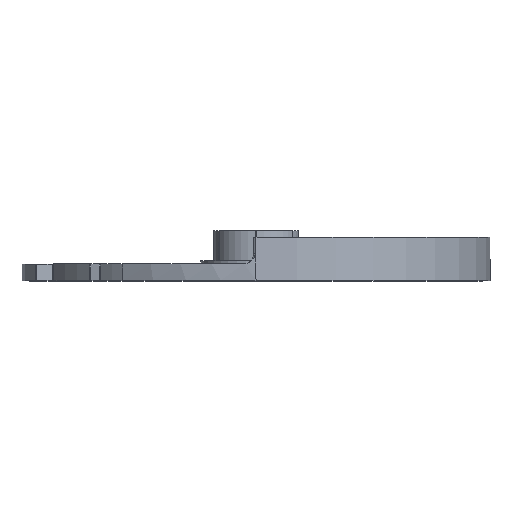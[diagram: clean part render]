
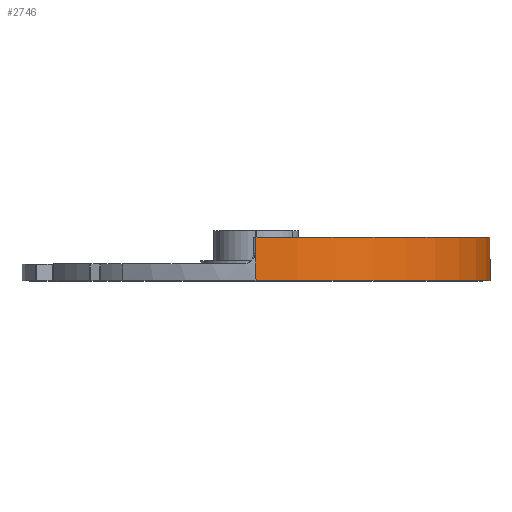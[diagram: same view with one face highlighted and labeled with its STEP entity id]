
A CAD part, top view. The second image highlights one B-rep face of the part: STEP entity #2746.
In plain terms, the highlighted cylindrical face has radius 70 mm (diameter 140 mm), a partial arc.
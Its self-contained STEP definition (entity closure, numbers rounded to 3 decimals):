
#126 = CARTESIAN_POINT ( 'NONE',  ( 0., 13., 70. ) ) ;
#137 = CARTESIAN_POINT ( 'NONE',  ( 0., 13., 70. ) ) ;
#164 = EDGE_CURVE ( 'NONE', #3638, #4041, #863, .T. ) ;
#195 = CARTESIAN_POINT ( 'NONE',  ( 0., 5., 0. ) ) ;
#233 = DIRECTION ( 'NONE',  ( 0., -1., 0. ) ) ;
#234 = EDGE_CURVE ( 'NONE', #2407, #1948, #1339, .T. ) ;
#364 = CARTESIAN_POINT ( 'NONE',  ( 0., 0., -70. ) ) ;
#407 = ORIENTED_EDGE ( 'NONE', *, *, #164, .F. ) ;
#485 = FACE_OUTER_BOUND ( 'NONE', #888, .T. ) ;
#499 = CARTESIAN_POINT ( 'NONE',  ( 0., 13., -70. ) ) ;
#554 = CARTESIAN_POINT ( 'NONE',  ( 0., 13., -70. ) ) ;
#679 = AXIS2_PLACEMENT_3D ( 'NONE', #1757, #987, #2744 ) ;
#854 = DIRECTION ( 'NONE',  ( 0., 1., 0. ) ) ;
#863 = LINE ( 'NONE', #499, #4194 ) ;
#888 = EDGE_LOOP ( 'NONE', ( #2483, #4137, #1749, #2897, #407, #3081 ) ) ;
#958 = CIRCLE ( 'NONE', #679, 70. ) ;
#987 = DIRECTION ( 'NONE',  ( 0., 1., 0. ) ) ;
#1085 = AXIS2_PLACEMENT_3D ( 'NONE', #1551, #854, #2250 ) ;
#1339 = LINE ( 'NONE', #1575, #2342 ) ;
#1392 = CARTESIAN_POINT ( 'NONE',  ( 0., 5., -70. ) ) ;
#1441 = VERTEX_POINT ( 'NONE', #364 ) ;
#1542 = DIRECTION ( 'NONE',  ( 0., 0., -1. ) ) ;
#1551 = CARTESIAN_POINT ( 'NONE',  ( 0., 0., 0. ) ) ;
#1575 = CARTESIAN_POINT ( 'NONE',  ( 0., 5., 70. ) ) ;
#1590 = VECTOR ( 'NONE', #2641, 1000. ) ;
#1741 = EDGE_CURVE ( 'NONE', #2609, #2407, #4148, .T. ) ;
#1749 = ORIENTED_EDGE ( 'NONE', *, *, #3601, .T. ) ;
#1757 = CARTESIAN_POINT ( 'NONE',  ( 0., 13., 0. ) ) ;
#1760 = LINE ( 'NONE', #1392, #3055 ) ;
#1813 = AXIS2_PLACEMENT_3D ( 'NONE', #195, #3791, #1542 ) ;
#1837 = CARTESIAN_POINT ( 'NONE',  ( 0., 0., 70. ) ) ;
#1862 = CYLINDRICAL_SURFACE ( 'NONE', #1813, 70. ) ;
#1868 = CARTESIAN_POINT ( 'NONE',  ( 0., 8., -70. ) ) ;
#1948 = VERTEX_POINT ( 'NONE', #1837 ) ;
#2204 = CARTESIAN_POINT ( 'NONE',  ( 0., 8., 70. ) ) ;
#2250 = DIRECTION ( 'NONE',  ( 0., 0., 1. ) ) ;
#2342 = VECTOR ( 'NONE', #4273, 1000. ) ;
#2407 = VERTEX_POINT ( 'NONE', #2204 ) ;
#2473 = EDGE_CURVE ( 'NONE', #2609, #3638, #958, .T. ) ;
#2483 = ORIENTED_EDGE ( 'NONE', *, *, #1741, .T. ) ;
#2609 = VERTEX_POINT ( 'NONE', #126 ) ;
#2641 = DIRECTION ( 'NONE',  ( 0., -1., 0. ) ) ;
#2744 = DIRECTION ( 'NONE',  ( 0., 0., 1. ) ) ;
#2746 = ADVANCED_FACE ( 'NONE', ( #485 ), #1862, .T. ) ;
#2897 = ORIENTED_EDGE ( 'NONE', *, *, #3925, .F. ) ;
#2905 = CIRCLE ( 'NONE', #1085, 70. ) ;
#3055 = VECTOR ( 'NONE', #3795, 1000. ) ;
#3081 = ORIENTED_EDGE ( 'NONE', *, *, #2473, .F. ) ;
#3601 = EDGE_CURVE ( 'NONE', #1948, #1441, #2905, .T. ) ;
#3638 = VERTEX_POINT ( 'NONE', #554 ) ;
#3791 = DIRECTION ( 'NONE',  ( 0., -1., 0. ) ) ;
#3795 = DIRECTION ( 'NONE',  ( 0., -1., 0. ) ) ;
#3925 = EDGE_CURVE ( 'NONE', #4041, #1441, #1760, .T. ) ;
#4041 = VERTEX_POINT ( 'NONE', #1868 ) ;
#4137 = ORIENTED_EDGE ( 'NONE', *, *, #234, .T. ) ;
#4148 = LINE ( 'NONE', #137, #1590 ) ;
#4194 = VECTOR ( 'NONE', #233, 1000. ) ;
#4273 = DIRECTION ( 'NONE',  ( 0., -1., 0. ) ) ;
